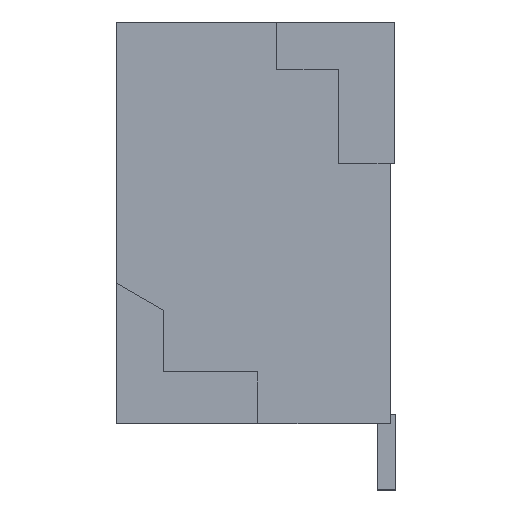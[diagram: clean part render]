
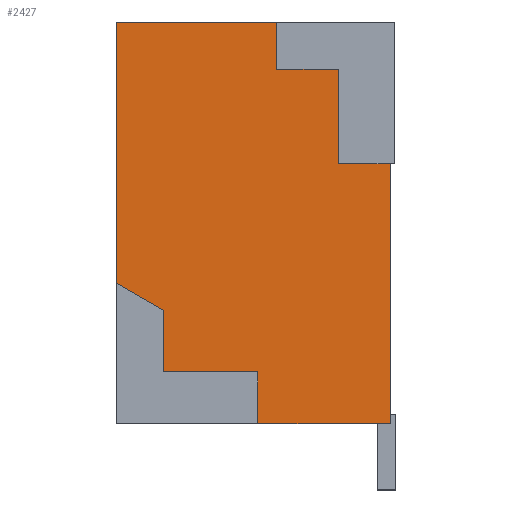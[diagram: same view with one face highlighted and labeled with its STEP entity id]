
A CAD part, left-side view. The second image highlights one B-rep face of the part: STEP entity #2427.
In plain terms, the highlighted planar face has unit normal (-1, 0, 0).
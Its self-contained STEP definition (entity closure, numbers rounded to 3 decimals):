
#38=FACE_OUTER_BOUND('',#160,.T.);
#160=EDGE_LOOP('',(#1642,#1643,#1644,#1645,#1646,#1647,#1648,#1649,#1650,
#1651,#1652,#1653));
#298=LINE('',#3301,#632);
#344=LINE('',#3386,#678);
#379=LINE('',#3457,#713);
#380=LINE('',#3459,#714);
#381=LINE('',#3461,#715);
#382=LINE('',#3463,#716);
#383=LINE('',#3465,#717);
#384=LINE('',#3467,#718);
#385=LINE('',#3469,#719);
#386=LINE('',#3471,#720);
#387=LINE('',#3473,#721);
#388=LINE('',#3474,#722);
#632=VECTOR('',#2705,1000.);
#678=VECTOR('',#2755,1000.);
#713=VECTOR('',#2810,1000.);
#714=VECTOR('',#2811,1000.);
#715=VECTOR('',#2812,1000.);
#716=VECTOR('',#2813,1000.);
#717=VECTOR('',#2814,1000.);
#718=VECTOR('',#2815,1000.);
#719=VECTOR('',#2816,1000.);
#720=VECTOR('',#2817,1000.);
#721=VECTOR('',#2818,1000.);
#722=VECTOR('',#2819,1000.);
#962=VERTEX_POINT('',#3298);
#963=VERTEX_POINT('',#3300);
#1000=VERTEX_POINT('',#3385);
#1026=VERTEX_POINT('',#3456);
#1027=VERTEX_POINT('',#3458);
#1028=VERTEX_POINT('',#3460);
#1029=VERTEX_POINT('',#3462);
#1030=VERTEX_POINT('',#3464);
#1031=VERTEX_POINT('',#3466);
#1032=VERTEX_POINT('',#3468);
#1033=VERTEX_POINT('',#3470);
#1034=VERTEX_POINT('',#3472);
#1188=EDGE_CURVE('',#963,#962,#298,.T.);
#1234=EDGE_CURVE('',#1000,#963,#344,.T.);
#1269=EDGE_CURVE('',#1026,#1000,#379,.T.);
#1270=EDGE_CURVE('',#962,#1027,#380,.T.);
#1271=EDGE_CURVE('',#1027,#1028,#381,.T.);
#1272=EDGE_CURVE('',#1028,#1029,#382,.T.);
#1273=EDGE_CURVE('',#1029,#1030,#383,.T.);
#1274=EDGE_CURVE('',#1031,#1030,#384,.T.);
#1275=EDGE_CURVE('',#1032,#1031,#385,.T.);
#1276=EDGE_CURVE('',#1032,#1033,#386,.T.);
#1277=EDGE_CURVE('',#1033,#1034,#387,.T.);
#1278=EDGE_CURVE('',#1034,#1026,#388,.T.);
#1642=ORIENTED_EDGE('',*,*,#1269,.T.);
#1643=ORIENTED_EDGE('',*,*,#1234,.T.);
#1644=ORIENTED_EDGE('',*,*,#1188,.T.);
#1645=ORIENTED_EDGE('',*,*,#1270,.T.);
#1646=ORIENTED_EDGE('',*,*,#1271,.T.);
#1647=ORIENTED_EDGE('',*,*,#1272,.T.);
#1648=ORIENTED_EDGE('',*,*,#1273,.T.);
#1649=ORIENTED_EDGE('',*,*,#1274,.F.);
#1650=ORIENTED_EDGE('',*,*,#1275,.F.);
#1651=ORIENTED_EDGE('',*,*,#1276,.T.);
#1652=ORIENTED_EDGE('',*,*,#1277,.T.);
#1653=ORIENTED_EDGE('',*,*,#1278,.T.);
#2182=PLANE('',#2563);
#2427=ADVANCED_FACE('',(#38),#2182,.F.);
#2563=AXIS2_PLACEMENT_3D('',#3455,#2808,#2809);
#2705=DIRECTION('',(0.,0.,1.));
#2755=DIRECTION('',(0.,-1.,0.));
#2808=DIRECTION('center_axis',(1.,0.,0.));
#2809=DIRECTION('ref_axis',(0.,0.,
-1.));
#2810=DIRECTION('',(0.,0.,-1.));
#2811=DIRECTION('',(0.,1.,0.));
#2812=DIRECTION('',(0.,0.,1.));
#2813=DIRECTION('',(0.,1.,0.));
#2814=DIRECTION('',(0.,0.,1.));
#2815=DIRECTION('',(0.,-1.,0.));
#2816=DIRECTION('',(0.,0.,1.));
#2817=DIRECTION('',(0.,-0.866,-0.5));
#2818=DIRECTION('',(0.,0.,-1.));
#2819=DIRECTION('',(0.,-1.,0.));
#3298=CARTESIAN_POINT('',(-4.5,0.355,2.395));
#3300=CARTESIAN_POINT('',(-4.5,0.355,-0.355));
#3301=CARTESIAN_POINT('',(-4.5,0.355,-0.355));
#3385=CARTESIAN_POINT('',(-4.5,1.755,-0.355));
#3386=CARTESIAN_POINT('',(-4.5,3.255,-0.355));
#3455=CARTESIAN_POINT('Origin',(-4.5,3.255,-0.355));
#3456=CARTESIAN_POINT('',(-4.5,1.755,0.195));
#3457=CARTESIAN_POINT('',(-4.5,1.755,0.195));
#3458=CARTESIAN_POINT('',(-4.5,0.905,2.395));
#3459=CARTESIAN_POINT('',(-4.5,0.905,2.395));
#3460=CARTESIAN_POINT('',(-4.5,0.905,3.395));
#3461=CARTESIAN_POINT('',(-4.5,0.905,3.395));
#3462=CARTESIAN_POINT('',(-4.5,1.555,3.395));
#3463=CARTESIAN_POINT('',(-4.5,1.555,3.395));
#3464=CARTESIAN_POINT('',(-4.5,1.555,3.895));
#3465=CARTESIAN_POINT('',(-4.5,1.555,3.895));
#3466=CARTESIAN_POINT('',(-4.5,3.255,3.895));
#3467=CARTESIAN_POINT('',(-4.5,3.255,3.895));
#3468=CARTESIAN_POINT('',(-4.5,3.255,1.134));
#3469=CARTESIAN_POINT('',(-4.5,3.255,-0.355));
#3470=CARTESIAN_POINT('',(-4.5,2.755,0.845));
#3471=CARTESIAN_POINT('',(-4.5,2.755,0.845));
#3472=CARTESIAN_POINT('',(-4.5,2.755,0.195));
#3473=CARTESIAN_POINT('',(-4.5,2.755,0.195));
#3474=CARTESIAN_POINT('',(-4.5,2.755,0.195));
